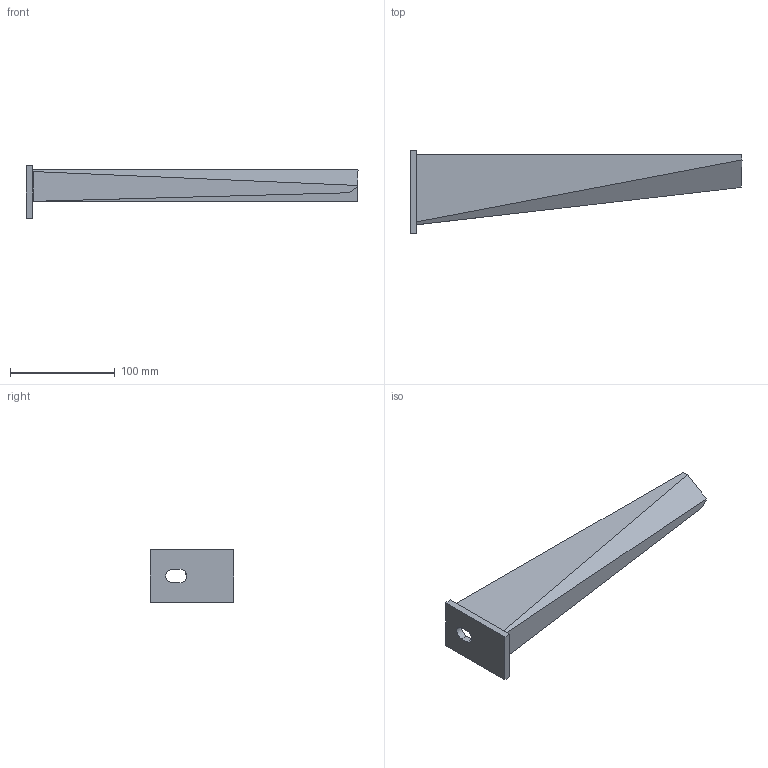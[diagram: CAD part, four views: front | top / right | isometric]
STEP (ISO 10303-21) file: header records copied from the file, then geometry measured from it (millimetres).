
FILE_DESCRIPTION (( 'STEP AP214' ), '1' );
FILE_NAME ('6442854.stp', '2020-09-21T12:38:27', ( '' ), ( '' ), 'SwSTEP 2.0', 'SolidWorks 2020', '' );
FILE_SCHEMA (( 'AUTOMOTIVE_DESIGN' ));
Length unit declared in the file: millimetre
Products named in the file (3): 6442854; 116305_Formteil AW-AS 30-310; KTS 04.020-006_L=80, t=6,5, L.loch=13
Assembly tree (2 placements, depth 2):
  6442854
    116305_Formteil AW-AS 30-310
    KTS 04.020-006_L=80, t=6,5, L.loch=13
Bounding box: 316.59 x 80 x 50 mm (x, y, z)
Volume: 77872.2 mm3; surface area: 68212 mm2
Topology: 2 solids, 2 shells, 56 faces, 158 edges, 106 vertices
Faces by surface type: plane 36, cylinder 14, bspline 6
Entity records: 2061 total; most frequent: CARTESIAN_POINT 532, ORIENTED_EDGE 316, DIRECTION 264, EDGE_CURVE 158, VERTEX_POINT 106, LINE 98, VECTOR 98, AXIS2_PLACEMENT_3D 83
